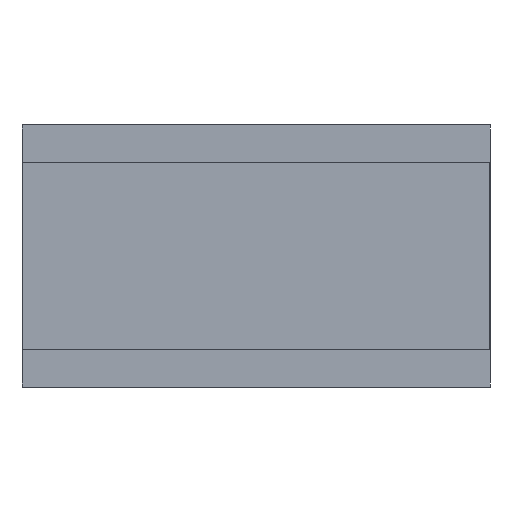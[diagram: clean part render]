
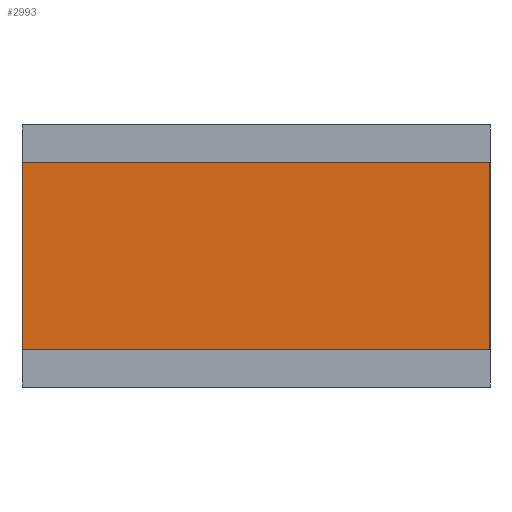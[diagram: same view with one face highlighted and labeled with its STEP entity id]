
A CAD part, left-side view. The second image highlights one B-rep face of the part: STEP entity #2993.
In plain terms, the highlighted planar face has unit normal (-1, 0, 0).
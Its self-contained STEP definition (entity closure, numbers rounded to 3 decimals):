
#1755 = VERTEX_POINT ( 'NONE', #5902 ) ;
#1765 = VERTEX_POINT ( 'NONE', #5899 ) ;
#1835 = VERTEX_POINT ( 'NONE', #5997 ) ;
#1838 = EDGE_CURVE ( 'NONE', #1765, #1835, #5996, .T. ) ;
#2621 = EDGE_CURVE ( 'NONE', #2648, #1755, #8762, .T. ) ;
#2648 = VERTEX_POINT ( 'NONE', #8940 ) ;
#2915 = ORIENTED_EDGE ( 'NONE', *, *, #2916, .F. ) ;
#2916 = EDGE_CURVE ( 'NONE', #1755, #1835, #9675, .T. ) ;
#2917 = ORIENTED_EDGE ( 'NONE', *, *, #2621, .F. ) ;
#2918 = ORIENTED_EDGE ( 'NONE', *, *, #2919, .T. ) ;
#2919 = EDGE_CURVE ( 'NONE', #2648, #1765, #9671, .T. ) ;
#2993 = ADVANCED_FACE ( 'NONE', ( #9886 ), #9932, .T. ) ;
#2994 = EDGE_LOOP ( 'NONE', ( #2995, #2915, #2917, #2918 ) ) ;
#2995 = ORIENTED_EDGE ( 'NONE', *, *, #1838, .T. ) ;
#5899 = CARTESIAN_POINT ( 'NONE',  ( -3.5, 2.5, 1. ) ) ;
#5902 = CARTESIAN_POINT ( 'NONE',  ( -3.5, -2.5, -1. ) ) ;
#5992 = DIRECTION ( 'NONE',  ( 0., 0., -1. ) ) ;
#5994 = VECTOR ( 'NONE', #5992, 1000. ) ;
#5995 = CARTESIAN_POINT ( 'NONE',  ( -3.5, 2.5, 1. ) ) ;
#5996 = LINE ( 'NONE', #5995, #5994 ) ;
#5997 = CARTESIAN_POINT ( 'NONE',  ( -3.5, 2.5, -1. ) ) ;
#8755 = DIRECTION ( 'NONE',  ( 0., 0., -1. ) ) ;
#8756 = VECTOR ( 'NONE', #8755, 1000. ) ;
#8757 = CARTESIAN_POINT ( 'NONE',  ( -3.5, -2.5, 1. ) ) ;
#8762 = LINE ( 'NONE', #8757, #8756 ) ;
#8940 = CARTESIAN_POINT ( 'NONE',  ( -3.5, -2.5, 1. ) ) ;
#9667 = DIRECTION ( 'NONE',  ( 0., 1., 0. ) ) ;
#9668 = VECTOR ( 'NONE', #9667, 1000. ) ;
#9669 = CARTESIAN_POINT ( 'NONE',  ( -3.5, -26.872, 1. ) ) ;
#9671 = LINE ( 'NONE', #9669, #9668 ) ;
#9672 = DIRECTION ( 'NONE',  ( 0., 1., 0. ) ) ;
#9673 = VECTOR ( 'NONE', #9672, 1000. ) ;
#9674 = CARTESIAN_POINT ( 'NONE',  ( -3.5, -26.872, -1. ) ) ;
#9675 = LINE ( 'NONE', #9674, #9673 ) ;
#9886 = FACE_OUTER_BOUND ( 'NONE', #2994, .T. ) ;
#9928 = DIRECTION ( 'NONE',  ( 0., 0., 1. ) ) ;
#9929 = DIRECTION ( 'NONE',  ( -1., 0., 0. ) ) ;
#9930 = CARTESIAN_POINT ( 'NONE',  ( -3.5, -26.872, 1. ) ) ;
#9931 = AXIS2_PLACEMENT_3D ( 'NONE', #9930, #9929, #9928 ) ;
#9932 = PLANE ( 'NONE',  #9931 ) ;
